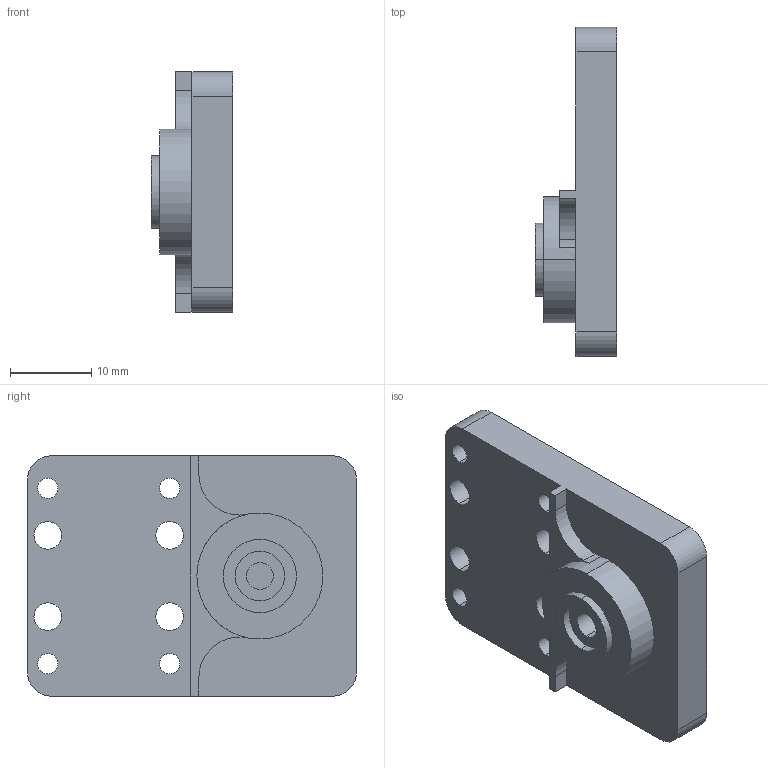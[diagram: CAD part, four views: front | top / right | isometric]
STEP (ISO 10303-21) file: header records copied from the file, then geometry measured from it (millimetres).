
FILE_DESCRIPTION (( 'STEP AP214' ), '1' );
FILE_NAME ('rail_CNC_attachment.STEP', '2025-08-20T01:16:25', ( '' ), ( '' ), 'SwSTEP 2.0', 'SolidWorks 2025', '' );
FILE_SCHEMA (( 'AUTOMOTIVE_DESIGN' ));
Length unit declared in the file: millimetre
Products named in the file (1): rail_CNC_attachment
Bounding box: 10 x 40.5 x 29.6 mm (x, y, z)
Volume: 6470 mm3; surface area: 3667.7 mm2
Topology: 1 solids, 1 shells, 64 faces, 171 edges, 114 vertices
Faces by surface type: cylinder 41, plane 23
Entity records: 2094 total; most frequent: DIRECTION 385, CARTESIAN_POINT 350, ORIENTED_EDGE 342, EDGE_CURVE 171, AXIS2_PLACEMENT_3D 149, VERTEX_POINT 114, VECTOR 87, LINE 87
